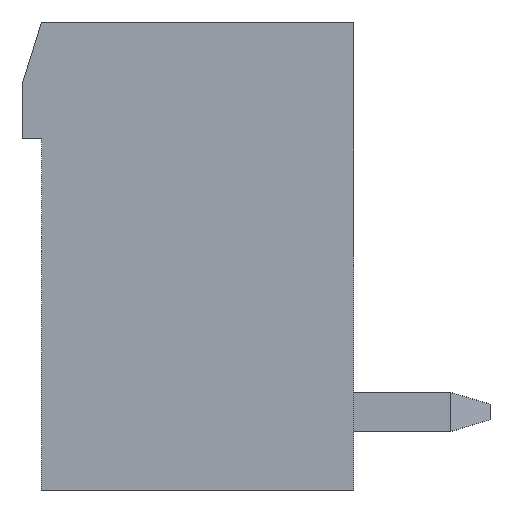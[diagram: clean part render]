
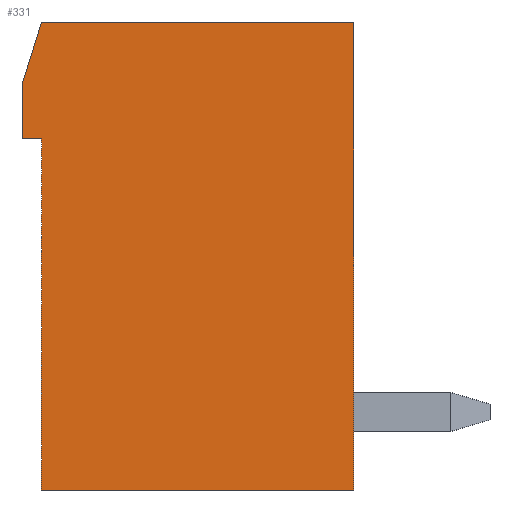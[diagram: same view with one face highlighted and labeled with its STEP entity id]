
A CAD part, left-side view. The second image highlights one B-rep face of the part: STEP entity #331.
In plain terms, the highlighted planar face has unit normal (-1, 0, 0).
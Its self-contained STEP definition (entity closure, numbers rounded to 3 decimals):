
#331 = ADVANCED_FACE( '', ( #734 ), #735, .T. );
#734 = FACE_OUTER_BOUND( '', #1268, .T. );
#735 = PLANE( '', #1269 );
#1268 = EDGE_LOOP( '', ( #2092, #2093, #2094, #2095, #2096, #2097, #2098 ) );
#1269 = AXIS2_PLACEMENT_3D( '', #2099, #2100, #2101 );
#2092 = ORIENTED_EDGE( '', *, *, #3365, .F. );
#2093 = ORIENTED_EDGE( '', *, *, #3366, .T. );
#2094 = ORIENTED_EDGE( '', *, *, #3367, .F. );
#2095 = ORIENTED_EDGE( '', *, *, #3246, .F. );
#2096 = ORIENTED_EDGE( '', *, *, #3368, .T. );
#2097 = ORIENTED_EDGE( '', *, *, #3369, .T. );
#2098 = ORIENTED_EDGE( '', *, *, #3174, .T. );
#2099 = CARTESIAN_POINT( '', ( -8.5, 0., 0. ) );
#2100 = DIRECTION( '', ( -1., 0., 0. ) );
#2101 = DIRECTION( '', ( 0., 0., 1. ) );
#3174 = EDGE_CURVE( '', #3786, #3784, #3787, .T. );
#3246 = EDGE_CURVE( '', #3911, #3912, #3913, .T. );
#3365 = EDGE_CURVE( '', #4110, #3784, #4111, .T. );
#3366 = EDGE_CURVE( '', #4110, #4112, #4113, .T. );
#3367 = EDGE_CURVE( '', #3912, #4112, #4114, .T. );
#3368 = EDGE_CURVE( '', #3911, #4115, #4116, .T. );
#3369 = EDGE_CURVE( '', #4115, #3786, #4117, .T. );
#3784 = VERTEX_POINT( '', #4655 );
#3786 = VERTEX_POINT( '', #4658 );
#3787 = LINE( '', #4659, #4660 );
#3911 = VERTEX_POINT( '', #4837 );
#3912 = VERTEX_POINT( '', #4838 );
#3913 = LINE( '', #4839, #4840 );
#4110 = VERTEX_POINT( '', #5113 );
#4111 = LINE( '', #5114, #5115 );
#4112 = VERTEX_POINT( '', #5116 );
#4113 = LINE( '', #5117, #5118 );
#4114 = LINE( '', #5119, #5120 );
#4115 = VERTEX_POINT( '', #5121 );
#4116 = LINE( '', #5122, #5123 );
#4117 = LINE( '', #5124, #5125 );
#4655 = CARTESIAN_POINT( '', ( -8.5, 3.75, 6. ) );
#4658 = CARTESIAN_POINT( '', ( -8.5, -4.25, 6. ) );
#4659 = CARTESIAN_POINT( '', ( -8.5, -4.25, 6. ) );
#4660 = VECTOR( '', #5793, 1000. );
#4837 = CARTESIAN_POINT( '', ( -8.5, 3.75, -6. ) );
#4838 = CARTESIAN_POINT( '', ( -8.5, 3.75, 3. ) );
#4839 = CARTESIAN_POINT( '', ( -8.5, 3.75, 0. ) );
#4840 = VECTOR( '', #5859, 1000. );
#5113 = CARTESIAN_POINT( '', ( -8.5, 4.25, 4.4 ) );
#5114 = CARTESIAN_POINT( '', ( -8.5, 5.125, 1.601 ) );
#5115 = VECTOR( '', #5993, 1000. );
#5116 = CARTESIAN_POINT( '', ( -8.5, 4.25, 3. ) );
#5117 = CARTESIAN_POINT( '', ( -8.5, 4.25, 6. ) );
#5118 = VECTOR( '', #5994, 1000. );
#5119 = CARTESIAN_POINT( '', ( -8.5, 0., 3. ) );
#5120 = VECTOR( '', #5995, 1000. );
#5121 = CARTESIAN_POINT( '', ( -8.5, -4.25, -6. ) );
#5122 = CARTESIAN_POINT( '', ( -8.5, 4.25, -6. ) );
#5123 = VECTOR( '', #5996, 1000. );
#5124 = CARTESIAN_POINT( '', ( -8.5, -4.25, -6. ) );
#5125 = VECTOR( '', #5997, 1000. );
#5793 = DIRECTION( '', ( 0., 1., 0. ) );
#5859 = DIRECTION( '', ( 0., 0., 1. ) );
#5993 = DIRECTION( '', ( 0., -0.298, 0.954 ) );
#5994 = DIRECTION( '', ( 0., 0., -1. ) );
#5995 = DIRECTION( '', ( 0., 1., 0. ) );
#5996 = DIRECTION( '', ( 0., -1., 0. ) );
#5997 = DIRECTION( '', ( 0., 0., 1. ) );
